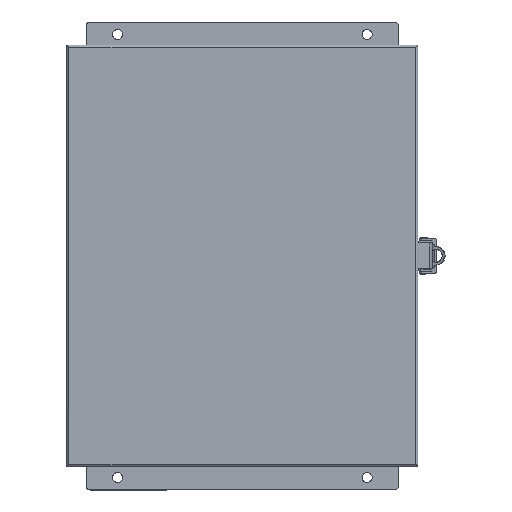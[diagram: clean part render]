
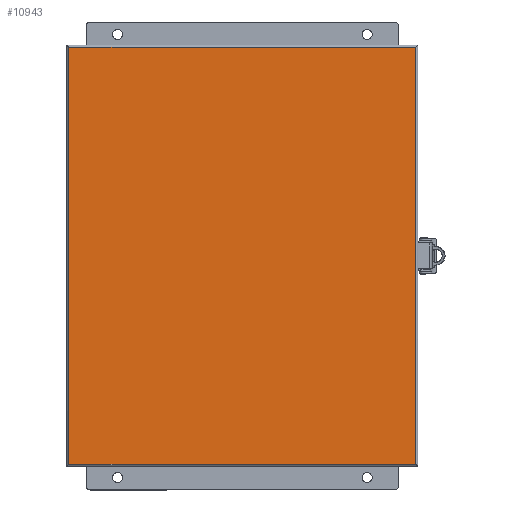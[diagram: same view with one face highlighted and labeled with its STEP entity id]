
A CAD part, top view. The second image highlights one B-rep face of the part: STEP entity #10943.
In plain terms, the highlighted planar face has unit normal (0, 0, 1).
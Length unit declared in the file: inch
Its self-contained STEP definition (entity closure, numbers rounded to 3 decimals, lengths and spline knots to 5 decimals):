
#1249 = CARTESIAN_POINT ( 'NONE',  ( 5.56, 6.685, 0. ) ) ;
#1972 = CARTESIAN_POINT ( 'NONE',  ( 5.56, -6.685, 0. ) ) ;
#2612 = LINE ( 'NONE', #18098, #7165 ) ;
#2629 = CARTESIAN_POINT ( 'NONE',  ( -5.56, 6.685, 0. ) ) ;
#3247 = EDGE_CURVE ( 'NONE', #16458, #10341, #2612, .T. ) ;
#5625 = LINE ( 'NONE', #13668, #8904 ) ;
#7165 = VECTOR ( 'NONE', #10655, 39.37008 ) ;
#8904 = VECTOR ( 'NONE', #32084, 39.37008 ) ;
#10023 = ORIENTED_EDGE ( 'NONE', *, *, #18567, .F. ) ;
#10341 = VERTEX_POINT ( 'NONE', #26309 ) ;
#10655 = DIRECTION ( 'NONE',  ( -1., 0., 0. ) ) ;
#10701 = DIRECTION ( 'NONE',  ( 1., 0., 0. ) ) ;
#10808 = DIRECTION ( 'NONE',  ( 0., 0., 1. ) ) ;
#10943 = ADVANCED_FACE ( 'NONE', ( #27889 ), #18492, .T. ) ;
#13668 = CARTESIAN_POINT ( 'NONE',  ( 5.625, 6.685, 0. ) ) ;
#13762 = CARTESIAN_POINT ( 'NONE',  ( -5.56, 6.685, 0. ) ) ;
#15217 = DIRECTION ( 'NONE',  ( 0., -1., 0. ) ) ;
#15820 = LINE ( 'NONE', #2629, #31089 ) ;
#16458 = VERTEX_POINT ( 'NONE', #20197 ) ;
#17776 = ORIENTED_EDGE ( 'NONE', *, *, #3247, .F. ) ;
#18098 = CARTESIAN_POINT ( 'NONE',  ( -5.625, -6.685, 0. ) ) ;
#18166 = DIRECTION ( 'NONE',  ( 0., 1., 0. ) ) ;
#18492 = PLANE ( 'NONE',  #31305 ) ;
#18567 = EDGE_CURVE ( 'NONE', #28118, #22407, #5625, .T. ) ;
#19966 = EDGE_LOOP ( 'NONE', ( #17776, #34118, #10023, #20585 ) ) ;
#20197 = CARTESIAN_POINT ( 'NONE',  ( 5.56, -6.685, 0. ) ) ;
#20200 = LINE ( 'NONE', #1972, #30500 ) ;
#20585 = ORIENTED_EDGE ( 'NONE', *, *, #31959, .F. ) ;
#21283 = CARTESIAN_POINT ( 'NONE',  ( 0., 0., 0. ) ) ;
#21950 = EDGE_CURVE ( 'NONE', #22407, #16458, #20200, .T. ) ;
#22407 = VERTEX_POINT ( 'NONE', #1249 ) ;
#26309 = CARTESIAN_POINT ( 'NONE',  ( -5.56, -6.685, 0. ) ) ;
#27889 = FACE_OUTER_BOUND ( 'NONE', #19966, .T. ) ;
#28118 = VERTEX_POINT ( 'NONE', #13762 ) ;
#30500 = VECTOR ( 'NONE', #15217, 39.37008 ) ;
#31089 = VECTOR ( 'NONE', #18166, 39.37008 ) ;
#31305 = AXIS2_PLACEMENT_3D ( 'NONE', #21283, #10808, #10701 ) ;
#31959 = EDGE_CURVE ( 'NONE', #10341, #28118, #15820, .T. ) ;
#32084 = DIRECTION ( 'NONE',  ( 1., 0., 0. ) ) ;
#34118 = ORIENTED_EDGE ( 'NONE', *, *, #21950, .F. ) ;
